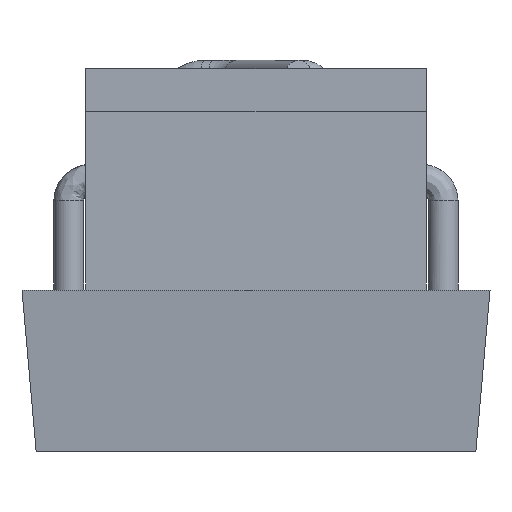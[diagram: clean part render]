
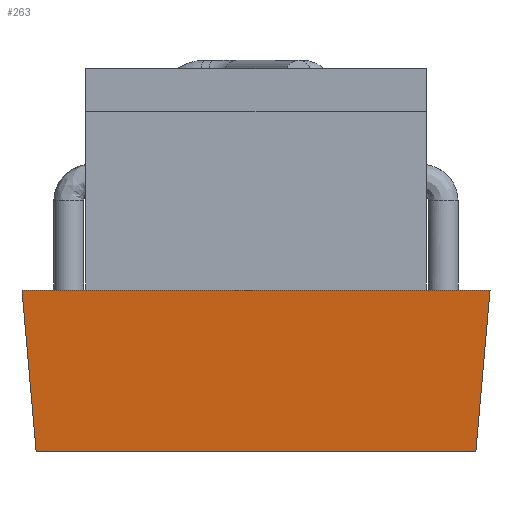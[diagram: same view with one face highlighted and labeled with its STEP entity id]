
A CAD part, front view. The second image highlights one B-rep face of the part: STEP entity #263.
In plain terms, the highlighted planar face has unit normal (0, -0.996, -0.087).
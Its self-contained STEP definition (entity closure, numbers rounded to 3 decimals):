
#263 = ADVANCED_FACE( '', ( #548 ), #549, .F. );
#548 = FACE_OUTER_BOUND( '', #1240, .T. );
#549 = PLANE( '', #1241 );
#1240 = EDGE_LOOP( '', ( #1925, #1926, #1927, #1928 ) );
#1241 = AXIS2_PLACEMENT_3D( '', #1929, #1930, #1931 );
#1925 = ORIENTED_EDGE( '', *, *, #2076, .F. );
#1926 = ORIENTED_EDGE( '', *, *, #2101, .T. );
#1927 = ORIENTED_EDGE( '', *, *, #2166, .T. );
#1928 = ORIENTED_EDGE( '', *, *, #2207, .F. );
#1929 = CARTESIAN_POINT( '', ( 0.55, -0.85, 0.12 ) );
#1930 = DIRECTION( '', ( 0., 0.996, 0.087 ) );
#1931 = DIRECTION( '', ( 0., -0.087, 0.996 ) );
#2076 = EDGE_CURVE( '', #2289, #2290, #2291, .T. );
#2101 = EDGE_CURVE( '', #2289, #2333, #2335, .T. );
#2166 = EDGE_CURVE( '', #2333, #2436, #2437, .T. );
#2207 = EDGE_CURVE( '', #2290, #2436, #2489, .T. );
#2289 = VERTEX_POINT( '', #2646 );
#2290 = VERTEX_POINT( '', #2647 );
#2291 = LINE( '', #2648, #2649 );
#2333 = VERTEX_POINT( '', #2701 );
#2335 = LINE( '', #2704, #2705 );
#2436 = VERTEX_POINT( '', #2831 );
#2437 = LINE( '', #2832, #2833 );
#2489 = LINE( '', #2900, #2901 );
#2646 = CARTESIAN_POINT( '', ( 0.55, -0.85, 0.12 ) );
#2647 = CARTESIAN_POINT( '', ( 0.517, -0.817, -0.26 ) );
#2648 = CARTESIAN_POINT( '', ( 0.55, -0.85, 0.12 ) );
#2649 = VECTOR( '', #2987, 1000. );
#2701 = CARTESIAN_POINT( '', ( -0.55, -0.85, 0.12 ) );
#2704 = CARTESIAN_POINT( '', ( 0.55, -0.85, 0.12 ) );
#2705 = VECTOR( '', #3026, 1000. );
#2831 = CARTESIAN_POINT( '', ( -0.517, -0.817, -0.26 ) );
#2832 = CARTESIAN_POINT( '', ( -0.542, -0.842, 0.025 ) );
#2833 = VECTOR( '', #3109, 1000. );
#2900 = CARTESIAN_POINT( '', ( 2.361, -0.817, -0.26 ) );
#2901 = VECTOR( '', #3143, 1000. );
#2987 = DIRECTION( '', ( -0.087, 0.087, -0.992 ) );
#3026 = DIRECTION( '', ( -1., 0., 0. ) );
#3109 = DIRECTION( '', ( 0.087, 0.087, -0.992 ) );
#3143 = DIRECTION( '', ( -1., 0., 0. ) );
